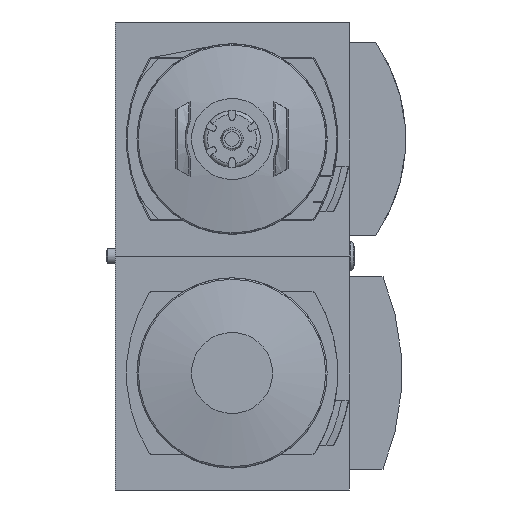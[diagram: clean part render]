
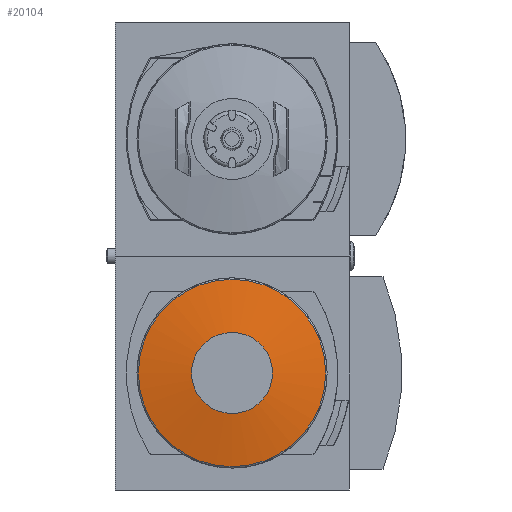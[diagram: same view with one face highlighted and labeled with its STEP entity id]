
A CAD part, front view. The second image highlights one B-rep face of the part: STEP entity #20104.
In plain terms, the highlighted spherical face has radius 108.76 mm.
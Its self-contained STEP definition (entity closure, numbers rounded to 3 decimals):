
#50=SPHERICAL_SURFACE('',#21325,108.76);
#3892=CIRCLE('',#21326,24.814);
#3893=CIRCLE('',#21327,10.724);
#7073=ORIENTED_EDGE('',*,*,#9959,.T.);
#7074=ORIENTED_EDGE('',*,*,#9960,.F.);
#9959=EDGE_CURVE('',#11631,#11631,#3892,.T.);
#9960=EDGE_CURVE('',#11632,#11632,#3893,.T.);
#11631=VERTEX_POINT('',#29470);
#11632=VERTEX_POINT('',#29472);
#12744=EDGE_LOOP('',(#7073));
#12745=EDGE_LOOP('',(#7074));
#13664=FACE_BOUND('',#12744,.T.);
#13665=FACE_BOUND('',#12745,.T.);
#20104=ADVANCED_FACE('',(#13664,#13665),#50,.T.);
#21325=AXIS2_PLACEMENT_3D('',#29468,#24780,#24781);
#21326=AXIS2_PLACEMENT_3D('',#29469,#24782,#24783);
#21327=AXIS2_PLACEMENT_3D('',#29471,#24784,#24785);
#24780=DIRECTION('',(0.,-1.,0.));
#24781=DIRECTION('',(1.,0.,0.));
#24782=DIRECTION('',(0.,-1.,0.));
#24783=DIRECTION('',(0.,0.,-1.));
#24784=DIRECTION('',(0.,-1.,0.));
#24785=DIRECTION('',(0.,0.,-1.));
#29468=CARTESIAN_POINT('',(0.,-47.77,0.));
#29469=CARTESIAN_POINT('',(0.,-153.661,0.));
#29470=CARTESIAN_POINT('',(0.,-153.661,-24.814));
#29471=CARTESIAN_POINT('',(0.,-156.,0.));
#29472=CARTESIAN_POINT('',(0.,-156.,-10.724));
